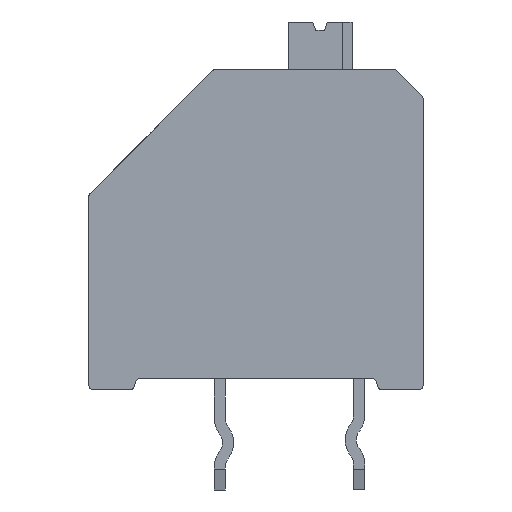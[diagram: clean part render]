
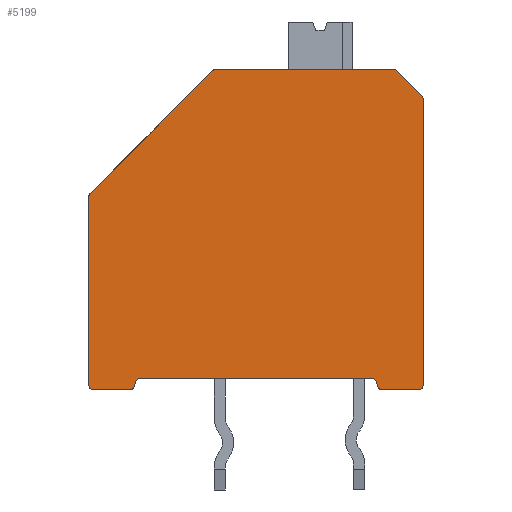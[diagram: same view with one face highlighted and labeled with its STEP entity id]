
A CAD part, front view. The second image highlights one B-rep face of the part: STEP entity #5199.
In plain terms, the highlighted planar face has unit normal (0, -1, 0).
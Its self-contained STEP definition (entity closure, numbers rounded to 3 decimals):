
#159=CIRCLE('',#5391,0.17);
#160=CIRCLE('',#5393,0.17);
#161=CIRCLE('',#5396,0.17);
#162=CIRCLE('',#5399,0.17);
#163=CIRCLE('',#5401,0.17);
#166=CIRCLE('',#5407,0.17);
#179=CIRCLE('',#5445,0.17);
#180=CIRCLE('',#5453,0.17);
#183=CIRCLE('',#5459,0.17);
#188=CIRCLE('',#5476,0.17);
#579=ORIENTED_EDGE('',*,*,#1452,.F.);
#580=ORIENTED_EDGE('',*,*,#1464,.T.);
#581=ORIENTED_EDGE('',*,*,#1484,.T.);
#582=ORIENTED_EDGE('',*,*,#1472,.F.);
#583=ORIENTED_EDGE('',*,*,#1561,.T.);
#584=ORIENTED_EDGE('',*,*,#1564,.F.);
#585=ORIENTED_EDGE('',*,*,#1563,.T.);
#586=ORIENTED_EDGE('',*,*,#1468,.T.);
#587=ORIENTED_EDGE('',*,*,#1461,.F.);
#588=ORIENTED_EDGE('',*,*,#1546,.T.);
#589=ORIENTED_EDGE('',*,*,#1547,.T.);
#590=ORIENTED_EDGE('',*,*,#1455,.T.);
#591=ORIENTED_EDGE('',*,*,#1473,.F.);
#592=ORIENTED_EDGE('',*,*,#1458,.T.);
#593=ORIENTED_EDGE('',*,*,#1587,.F.);
#594=ORIENTED_EDGE('',*,*,#1592,.T.);
#595=ORIENTED_EDGE('',*,*,#1549,.F.);
#596=ORIENTED_EDGE('',*,*,#1569,.T.);
#597=ORIENTED_EDGE('',*,*,#1522,.T.);
#598=ORIENTED_EDGE('',*,*,#1478,.T.);
#1452=EDGE_CURVE('',#2009,#2010,#2371,.T.);
#1455=EDGE_CURVE('',#2012,#2011,#159,.T.);
#1458=EDGE_CURVE('',#2014,#2013,#160,.T.);
#1461=EDGE_CURVE('',#2015,#2016,#2378,.T.);
#1464=EDGE_CURVE('',#2009,#2017,#161,.T.);
#1468=EDGE_CURVE('',#2020,#2016,#162,.T.);
#1472=EDGE_CURVE('',#2022,#2021,#163,.T.);
#1473=EDGE_CURVE('',#2014,#2011,#2387,.T.);
#1478=EDGE_CURVE('',#2027,#2010,#166,.T.);
#1484=EDGE_CURVE('',#2017,#2021,#2393,.T.);
#1522=EDGE_CURVE('',#2060,#2027,#2424,.T.);
#1546=EDGE_CURVE('',#2015,#2076,#179,.T.);
#1547=EDGE_CURVE('',#2076,#2012,#2437,.T.);
#1549=EDGE_CURVE('',#2077,#2078,#2439,.T.);
#1561=EDGE_CURVE('',#2022,#2084,#2451,.T.);
#1563=EDGE_CURVE('',#2085,#2020,#2453,.T.);
#1564=EDGE_CURVE('',#2085,#2084,#180,.T.);
#1569=EDGE_CURVE('',#2077,#2060,#183,.T.);
#1587=EDGE_CURVE('',#2093,#2013,#2467,.T.);
#1592=EDGE_CURVE('',#2093,#2078,#188,.T.);
#2009=VERTEX_POINT('',#6992);
#2010=VERTEX_POINT('',#6994);
#2011=VERTEX_POINT('',#6998);
#2012=VERTEX_POINT('',#7000);
#2013=VERTEX_POINT('',#7004);
#2014=VERTEX_POINT('',#7006);
#2015=VERTEX_POINT('',#7010);
#2016=VERTEX_POINT('',#7012);
#2017=VERTEX_POINT('',#7016);
#2020=VERTEX_POINT('',#7026);
#2021=VERTEX_POINT('',#7030);
#2022=VERTEX_POINT('',#7032);
#2027=VERTEX_POINT('',#7047);
#2060=VERTEX_POINT('',#7137);
#2076=VERTEX_POINT('',#7206);
#2077=VERTEX_POINT('',#7212);
#2078=VERTEX_POINT('',#7214);
#2084=VERTEX_POINT('',#7234);
#2085=VERTEX_POINT('',#7238);
#2093=VERTEX_POINT('',#7283);
#2371=LINE('',#6993,#2745);
#2378=LINE('',#7011,#2752);
#2387=LINE('',#7035,#2761);
#2393=LINE('',#7059,#2767);
#2424=LINE('',#7136,#2798);
#2437=LINE('',#7209,#2811);
#2439=LINE('',#7213,#2813);
#2451=LINE('',#7235,#2825);
#2453=LINE('',#7239,#2827);
#2467=LINE('',#7284,#2841);
#2745=VECTOR('',#5818,1000.);
#2752=VECTOR('',#5835,1000.);
#2761=VECTOR('',#5860,1000.);
#2767=VECTOR('',#5884,1000.);
#2798=VECTOR('',#5951,1000.);
#2811=VECTOR('',#5998,1000.);
#2813=VECTOR('',#6002,1000.);
#2825=VECTOR('',#6020,1000.);
#2827=VECTOR('',#6024,1000.);
#2841=VECTOR('',#6084,1000.);
#3155=EDGE_LOOP('',(#579,#580,#581,#582,#583,#584,#585,#586,#587,#588,#589,
#590,#591,#592,#593,#594,#595,#596,#597,#598));
#3379=FACE_BOUND('',#3155,.T.);
#3581=PLANE('',#5475);
#5199=ADVANCED_FACE('',(#3379),#3581,.T.);
#5391=AXIS2_PLACEMENT_3D('',#6999,#5823,#5824);
#5393=AXIS2_PLACEMENT_3D('',#7005,#5829,#5830);
#5396=AXIS2_PLACEMENT_3D('',#7017,#5840,#5841);
#5399=AXIS2_PLACEMENT_3D('',#7025,#5849,#5850);
#5401=AXIS2_PLACEMENT_3D('',#7033,#5856,#5857);
#5407=AXIS2_PLACEMENT_3D('',#7046,#5871,#5872);
#5445=AXIS2_PLACEMENT_3D('',#7207,#5994,#5995);
#5453=AXIS2_PLACEMENT_3D('',#7241,#6027,#6028);
#5459=AXIS2_PLACEMENT_3D('',#7249,#6041,#6042);
#5475=AXIS2_PLACEMENT_3D('',#7291,#6089,#6090);
#5476=AXIS2_PLACEMENT_3D('',#7292,#6091,#6092);
#5818=DIRECTION('',(-1.,0.,0.));
#5823=DIRECTION('',(0.,-1.,0.));
#5824=DIRECTION('',(0.,0.,-1.));
#5829=DIRECTION('',(0.,-1.,0.));
#5830=DIRECTION('',(0.,0.,-1.));
#5835=DIRECTION('',(-1.,0.,0.));
#5840=DIRECTION('',(0.,-1.,0.));
#5841=DIRECTION('',(0.,0.,-1.));
#5849=DIRECTION('',(0.,-1.,0.));
#5850=DIRECTION('',(0.,0.,-1.));
#5856=DIRECTION('',(0.,-1.,0.));
#5857=DIRECTION('',(0.,0.,-1.));
#5860=DIRECTION('',(0.707,0.,-0.707));
#5871=DIRECTION('',(0.,-1.,0.));
#5872=DIRECTION('',(0.,0.,-1.));
#5884=DIRECTION('',(0.259,0.,0.966));
#5951=DIRECTION('',(0.,0.,-1.));
#5994=DIRECTION('',(0.,-1.,0.));
#5995=DIRECTION('',(0.,0.,-1.));
#5998=DIRECTION('',(0.,0.,1.));
#6002=DIRECTION('',(0.707,0.,0.707));
#6020=DIRECTION('',(1.,0.,0.));
#6024=DIRECTION('',(0.259,0.,-0.966));
#6027=DIRECTION('',(0.,-1.,0.));
#6028=DIRECTION('',(0.,0.,-1.));
#6041=DIRECTION('',(0.,-1.,0.));
#6042=DIRECTION('',(0.,0.,-1.));
#6084=DIRECTION('',(1.,0.,0.));
#6089=DIRECTION('',(0.,-1.,0.));
#6090=DIRECTION('',(0.,0.,-1.));
#6091=DIRECTION('',(0.,-1.,0.));
#6092=DIRECTION('',(0.,0.,-1.));
#6992=CARTESIAN_POINT('',(1.47,-5.31,-0.17));
#6993=CARTESIAN_POINT('',(6.,-5.31,-0.17));
#6994=CARTESIAN_POINT('',(0.17,-5.31,-0.17));
#6998=CARTESIAN_POINT('',(11.95,-5.31,10.38));
#6999=CARTESIAN_POINT('',(11.83,-5.31,10.26));
#7000=CARTESIAN_POINT('',(12.,-5.31,10.26));
#7004=CARTESIAN_POINT('',(10.93,-5.31,11.33));
#7005=CARTESIAN_POINT('',(10.93,-5.31,11.16));
#7006=CARTESIAN_POINT('',(11.05,-5.31,11.28));
#7010=CARTESIAN_POINT('',(11.83,-5.31,-0.17));
#7011=CARTESIAN_POINT('',(6.,-5.31,-0.17));
#7012=CARTESIAN_POINT('',(10.53,-5.31,-0.17));
#7016=CARTESIAN_POINT('',(1.634,-5.31,-0.044));
#7017=CARTESIAN_POINT('',(1.47,-5.31,0.));
#7025=CARTESIAN_POINT('',(10.53,-5.31,0.));
#7026=CARTESIAN_POINT('',(10.366,-5.31,-0.044));
#7030=CARTESIAN_POINT('',(1.673,-5.31,0.104));
#7032=CARTESIAN_POINT('',(1.838,-5.31,0.23));
#7033=CARTESIAN_POINT('',(1.838,-5.31,0.06));
#7035=CARTESIAN_POINT('',(11.5,-5.31,10.83));
#7046=CARTESIAN_POINT('',(0.17,-5.31,0.));
#7047=CARTESIAN_POINT('',(0.,-5.31,0.));
#7059=CARTESIAN_POINT('',(1.707,-5.31,0.23));
#7136=CARTESIAN_POINT('',(0.,-5.31,13.03));
#7137=CARTESIAN_POINT('',(0.,-5.31,6.76));
#7206=CARTESIAN_POINT('',(12.,-5.31,0.));
#7207=CARTESIAN_POINT('',(11.83,-5.31,0.));
#7209=CARTESIAN_POINT('',(12.,-5.31,-3.77));
#7212=CARTESIAN_POINT('',(0.05,-5.31,6.88));
#7213=CARTESIAN_POINT('',(1.847,-5.31,8.677));
#7214=CARTESIAN_POINT('',(4.45,-5.31,11.28));
#7234=CARTESIAN_POINT('',(10.162,-5.31,0.23));
#7235=CARTESIAN_POINT('',(10.493,-5.31,0.23));
#7238=CARTESIAN_POINT('',(10.327,-5.31,0.104));
#7239=CARTESIAN_POINT('',(10.774,-5.31,-1.566));
#7241=CARTESIAN_POINT('',(10.162,-5.31,0.06));
#7249=CARTESIAN_POINT('',(0.17,-5.31,6.76));
#7283=CARTESIAN_POINT('',(4.57,-5.31,11.33));
#7284=CARTESIAN_POINT('',(4.5,-5.31,11.33));
#7291=CARTESIAN_POINT('',(0.,-5.31,0.));
#7292=CARTESIAN_POINT('',(4.57,-5.31,11.16));
